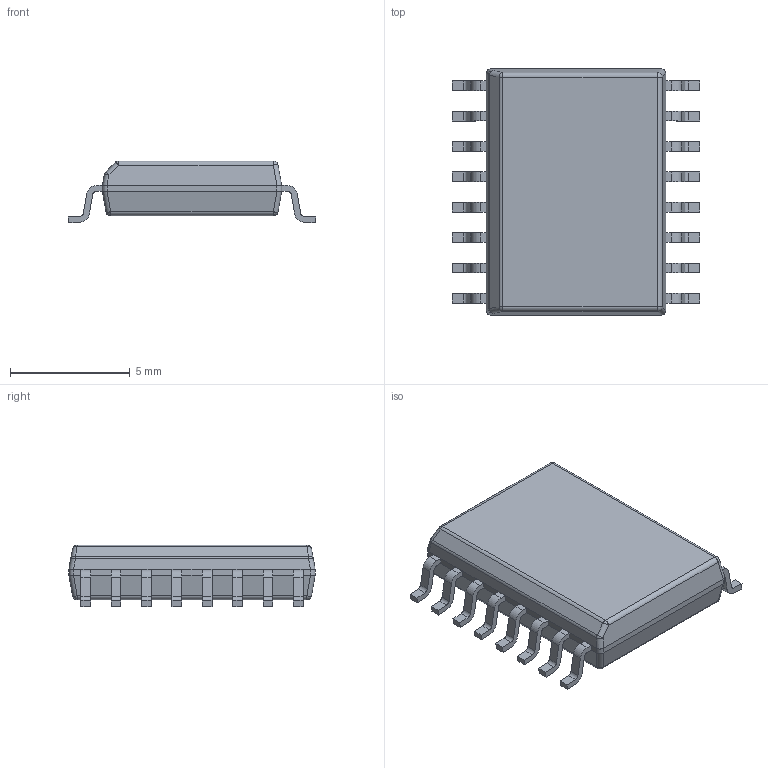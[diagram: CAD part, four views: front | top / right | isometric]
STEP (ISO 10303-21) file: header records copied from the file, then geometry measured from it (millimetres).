
FILE_DESCRIPTION((''),'2;1');
FILE_NAME('DVE0016A_ASM','2018-04-16T08:06:11',('a0412086'),(''),'CREO PARAMETRIC BY PTC INC, 2017260','CREO PARAMETRIC BY PTC INC, 2017260','');
FILE_SCHEMA(('AUTOMOTIVE_DESIGN { 1 0 10303 214 1 1 1 1 }'));
Length unit declared in the file: millimetre
Products named in the file (3): BODY-DVE0016A; LEAD-DVE0016A; DVE0016A_ASM
Assembly tree (17 placements, depth 2):
  DVE0016A_ASM
    BODY-DVE0016A
    LEAD-DVE0016A  x16
Bounding box: 10.33 x 10.3 x 2.59 mm (x, y, z)
Volume: 172.5 mm3; surface area: 268.9 mm2
Topology: 17 solids, 17 shells, 280 faces, 692 edges, 446 vertices
Faces by surface type: plane 183, cylinder 87, sphere 10
Entity records: 3137 total; most frequent: CARTESIAN_POINT 761, DIRECTION 377, ORIENTED_EDGE 304, PRESENTATION_STYLE_ASSIGNMENT 154, STYLED_ITEM 154, CURVE_STYLE 152, EDGE_CURVE 152, AXIS2_PLACEMENT_3D 143
